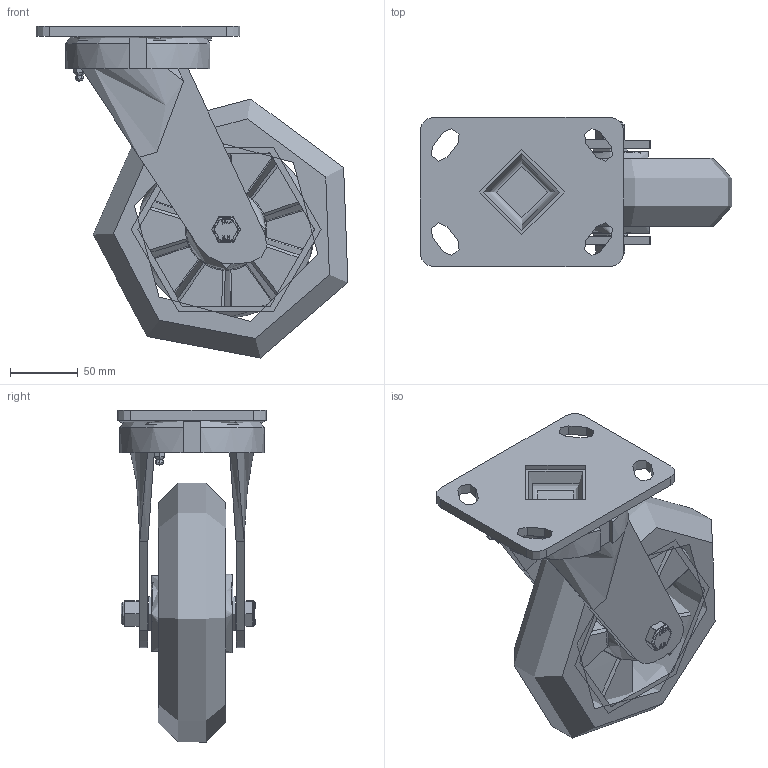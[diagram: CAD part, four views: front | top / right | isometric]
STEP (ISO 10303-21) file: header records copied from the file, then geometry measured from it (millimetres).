
FILE_DESCRIPTION(/* description */ ('','CAx-IF Rec.Pracs.---Representation and Presentation of Product Manufacturing Information (PMI)---4.0---2014-10-13'),/* implementation_level */ '2;1');
FILE_NAME(/* name */ 'BZK200RSPABJ.step',/* time_stamp */ '2024-11-29T12:43:44Z',/* author */ (''),/* organization */ (''),/* preprocessor_version */ 'ST-DEVELOPER v20',/* originating_system */ 'Autodesk Translation Framework v13.20.0.188',/* authorisation */ '');
FILE_SCHEMA (('AP242_MANAGED_MODEL_BASED_3D_ENGINEERING_MIM_LF { 1 0 10303 442 1 1 4 }'));
Products named in the file (31): BZK200RSPABJ; BZK200AS v1; FABRICATED STEEL FORKS; FABRICATED STEEL FORKS Geometry; GREESE NIPPLE; FABRICATED STEEL TOP PLATE; BZH200WRSPABJM20 v1; POLYURETHANE TYRE; ALUMINIUM RIM; BEARING6204; BEARING62042; BALL BEARINGS; BEARING6204 (1); BEARING62042 (1); BALL BEARINGS (1); Component3; INNER; OUTER; MIDDLE; RUBBER; BEARING SPACER; TH20X2X12 v1; ZINC PLATED HEADED SPACER; TH20X2X12 v1 (1); ZINC PLATED HEADED SPACER (1); HEXBOLTM12X90Z8.8 v2; GRADE 8.8 ZINC PLATED BOLT; NYLOCM12Z14MM v1; NYLOC NUT; NUT; RUBBER (1)
Assembly tree (49 placements, depth 6):
  BZK200RSPABJ
    BZK200AS v1
      FABRICATED STEEL FORKS
        FABRICATED STEEL FORKS Geometry
        GREESE NIPPLE
      FABRICATED STEEL TOP PLATE
    BZH200WRSPABJM20 v1
      POLYURETHANE TYRE
      ALUMINIUM RIM
      BEARING6204
        BEARING62042
          INNER
          OUTER
          BALL BEARINGS
            Component3  x8
          MIDDLE
          RUBBER
      BEARING6204 (1)
        BEARING62042 (1)
          BALL BEARINGS (1)
            Component3  x8
          INNER
          OUTER
          MIDDLE
          RUBBER
      BEARING SPACER
    TH20X2X12 v1
      ZINC PLATED HEADED SPACER
    TH20X2X12 v1 (1)
      ZINC PLATED HEADED SPACER (1)
    HEXBOLTM12X90Z8.8 v2
      GRADE 8.8 ZINC PLATED BOLT
    NYLOCM12Z14MM v1
      NYLOC NUT
        NUT
        RUBBER (1)
Bounding box: 229.73 x 110 x 244.56 mm (x, y, z)
Volume: 1309998 mm3; surface area: 339768 mm2
Topology: 37 solids, 37 shells, 1310 faces, 3230 edges, 2067 vertices
Faces by surface type: bspline 495, plane 445, cylinder 202, sphere 107, torus 59, cone 2
Full cylindrical faces by diameter (mm): 9.836 x16, 11.834 x16, 12 x3, 12.2 x2, 13 x2, 14 x2, 17.75 x1, 18.5 x1, 19.8 x2, 20 x3, 24 x1, 25 x2, 27 x2, 28.5 x8, 30.8 x4, 31.3 x4, 38 x1, 40.3 x4, 40.5 x4, 40.8 x4, 42 x10, 47 x4, 56 x1, 58 x1, 62.5 x1, 70 x1, 106 x1, 108 x1, 130 x2, 140 x2
Entity records: 69019 total; most frequent: CARTESIAN_POINT 47937, ORIENTED_EDGE 4512, DIRECTION 3589, EDGE_CURVE 2256, VERTEX_POINT 1429, AXIS2_PLACEMENT_3D 1407, EDGE_LOOP 1091, FACE_OUTER_BOUND 949
